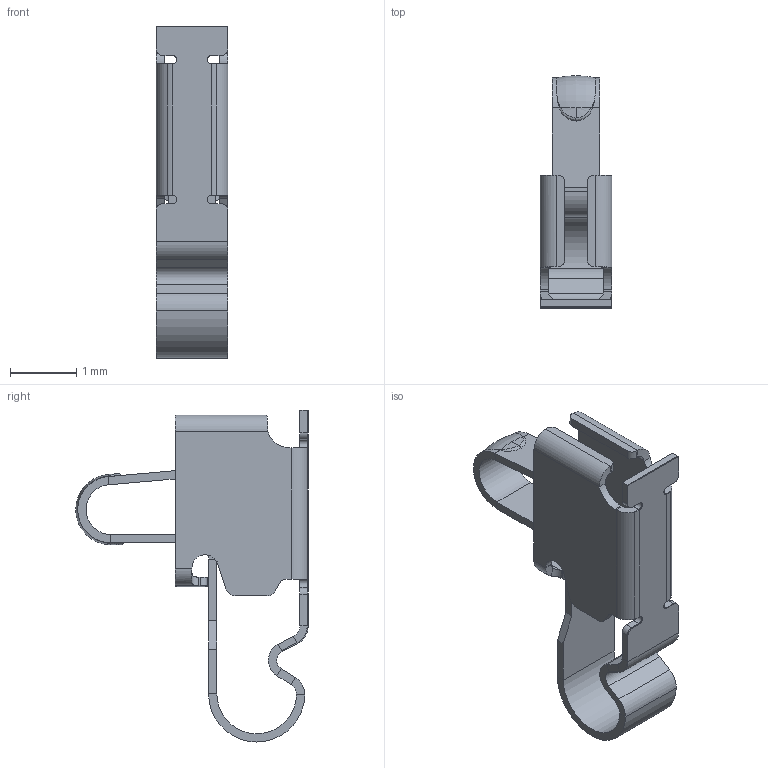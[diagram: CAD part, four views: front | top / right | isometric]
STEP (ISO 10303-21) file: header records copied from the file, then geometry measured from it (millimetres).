
FILE_DESCRIPTION (( 'STEP AP214' ), '1' );
FILE_NAME ('120220-0204.STEP', '2019-01-25T13:59:05', ( '' ), ( '' ), 'SwSTEP 2.0', 'SolidWorks 2017', '' );
FILE_SCHEMA (( 'AUTOMOTIVE_DESIGN' ));
Length unit declared in the file: millimetre
Products named in the file (1): 120220-0204
Bounding box: 1.08 x 3.5 x 5 mm (x, y, z)
Volume: 2.7 mm3; surface area: 56.7 mm2
Topology: 3 solids, 3 shells, 202 faces, 504 edges, 308 vertices
Faces by surface type: plane 120, cylinder 75, bspline 6, torus 1
Entity records: 6182 total; most frequent: CARTESIAN_POINT 1325, ORIENTED_EDGE 1008, DIRECTION 998, EDGE_CURVE 504, LINE 336, VECTOR 336, AXIS2_PLACEMENT_3D 331, VERTEX_POINT 308
